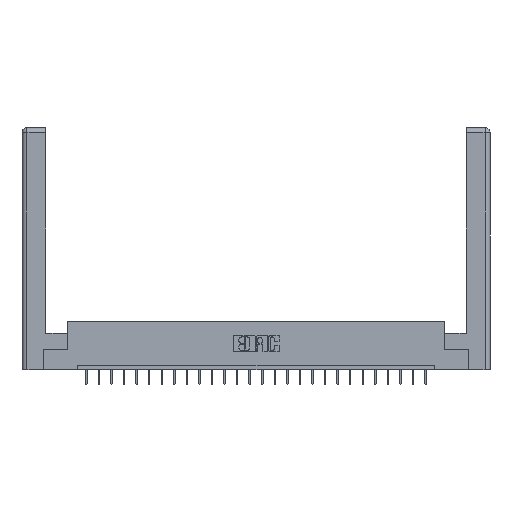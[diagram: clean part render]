
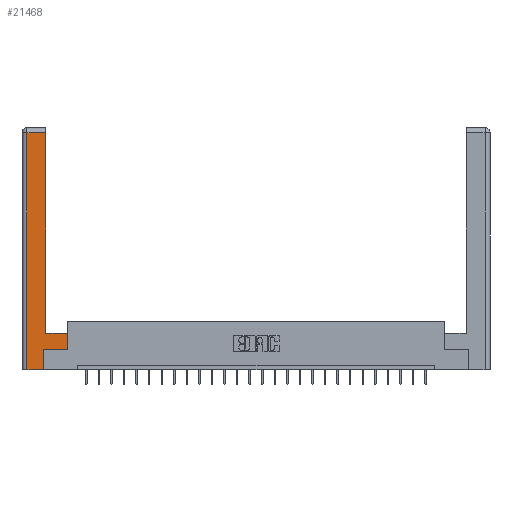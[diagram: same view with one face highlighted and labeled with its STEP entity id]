
A CAD part, top view. The second image highlights one B-rep face of the part: STEP entity #21468.
In plain terms, the highlighted planar face has unit normal (0, 0, 1).
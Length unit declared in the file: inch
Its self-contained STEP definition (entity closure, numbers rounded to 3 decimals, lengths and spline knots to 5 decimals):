
#215 = EDGE_CURVE ( 'NONE', #5841, #19841, #11015, .T. ) ;
#316 = VECTOR ( 'NONE', #6830, 39.37008 ) ;
#900 = DIRECTION ( 'NONE',  ( 0., -1., 0. ) ) ;
#931 = VERTEX_POINT ( 'NONE', #3579 ) ;
#948 = ORIENTED_EDGE ( 'NONE', *, *, #24858, .T. ) ;
#2252 = EDGE_CURVE ( 'NONE', #931, #18607, #8072, .T. ) ;
#2272 = LINE ( 'NONE', #4854, #11450 ) ;
#2294 = VECTOR ( 'NONE', #5996, 39.37008 ) ;
#2941 = LINE ( 'NONE', #16185, #23173 ) ;
#3368 = ORIENTED_EDGE ( 'NONE', *, *, #12797, .T. ) ;
#3579 = CARTESIAN_POINT ( 'NONE',  ( 0.565, 0.45, 0. ) ) ;
#4454 = DIRECTION ( 'NONE',  ( 0., 1., 0. ) ) ;
#4854 = CARTESIAN_POINT ( 'NONE',  ( 0.265, 0., 0. ) ) ;
#4885 = LINE ( 'NONE', #20410, #316 ) ;
#5537 = CARTESIAN_POINT ( 'NONE',  ( 0.265, 0.245, 0. ) ) ;
#5571 = VERTEX_POINT ( 'NONE', #17092 ) ;
#5617 = VECTOR ( 'NONE', #15903, 39.37008 ) ;
#5841 = VERTEX_POINT ( 'NONE', #5537 ) ;
#5996 = DIRECTION ( 'NONE',  ( -1., 0., 0. ) ) ;
#6149 = EDGE_CURVE ( 'NONE', #19841, #931, #24266, .T. ) ;
#6830 = DIRECTION ( 'NONE',  ( 0., 1., 0. ) ) ;
#8072 = LINE ( 'NONE', #16070, #5617 ) ;
#9839 = ORIENTED_EDGE ( 'NONE', *, *, #215, .T. ) ;
#10518 = VECTOR ( 'NONE', #16861, 39.37008 ) ;
#11015 = LINE ( 'NONE', #17277, #13156 ) ;
#11080 = DIRECTION ( 'NONE',  ( 0., 0., -1. ) ) ;
#11410 = FACE_OUTER_BOUND ( 'NONE', #15267, .T. ) ;
#11450 = VECTOR ( 'NONE', #12904, 39.37008 ) ;
#12705 = ORIENTED_EDGE ( 'NONE', *, *, #20166, .T. ) ;
#12797 = EDGE_CURVE ( 'NONE', #15283, #5841, #4885, .T. ) ;
#12904 = DIRECTION ( 'NONE',  ( 1., 0., 0. ) ) ;
#13156 = VECTOR ( 'NONE', #19081, 39.37008 ) ;
#13263 = CARTESIAN_POINT ( 'NONE',  ( 0.0615, 2.94, 0. ) ) ;
#13912 = LINE ( 'NONE', #13263, #2294 ) ;
#14813 = CARTESIAN_POINT ( 'NONE',  ( 0.565, 0.45, 0. ) ) ;
#14890 = ORIENTED_EDGE ( 'NONE', *, *, #2252, .T. ) ;
#15014 = DIRECTION ( 'NONE',  ( -1., 0., 0. ) ) ;
#15142 = CARTESIAN_POINT ( 'NONE',  ( 0.295, 0.45, 0. ) ) ;
#15267 = EDGE_LOOP ( 'NONE', ( #948, #12705, #24387, #18085, #3368, #9839, #20946, #14890 ) ) ;
#15283 = VERTEX_POINT ( 'NONE', #18834 ) ;
#15508 = AXIS2_PLACEMENT_3D ( 'NONE', #22812, #11080, #15014 ) ;
#15758 = CARTESIAN_POINT ( 'NONE',  ( 0.0615, 0., 0. ) ) ;
#15903 = DIRECTION ( 'NONE',  ( -1., 0., 0. ) ) ;
#16002 = VERTEX_POINT ( 'NONE', #25135 ) ;
#16070 = CARTESIAN_POINT ( 'NONE',  ( 0.295, 0.45, 0. ) ) ;
#16185 = CARTESIAN_POINT ( 'NONE',  ( 0.295, 3., 0. ) ) ;
#16861 = DIRECTION ( 'NONE',  ( 0., 1., 0. ) ) ;
#17092 = CARTESIAN_POINT ( 'NONE',  ( 0.295, 2.94, 0. ) ) ;
#17277 = CARTESIAN_POINT ( 'NONE',  ( 0.565, 0.245, 0. ) ) ;
#17954 = CARTESIAN_POINT ( 'NONE',  ( 0.565, 0.245, 0. ) ) ;
#18085 = ORIENTED_EDGE ( 'NONE', *, *, #20555, .T. ) ;
#18607 = VERTEX_POINT ( 'NONE', #15142 ) ;
#18834 = CARTESIAN_POINT ( 'NONE',  ( 0.265, 0., 0. ) ) ;
#19081 = DIRECTION ( 'NONE',  ( 1., 0., 0. ) ) ;
#19407 = EDGE_CURVE ( 'NONE', #16002, #21697, #24680, .T. ) ;
#19841 = VERTEX_POINT ( 'NONE', #17954 ) ;
#20166 = EDGE_CURVE ( 'NONE', #5571, #16002, #13912, .T. ) ;
#20378 = VECTOR ( 'NONE', #900, 39.37008 ) ;
#20410 = CARTESIAN_POINT ( 'NONE',  ( 0.265, 0.245, 0. ) ) ;
#20555 = EDGE_CURVE ( 'NONE', #21697, #15283, #2272, .T. ) ;
#20820 = PLANE ( 'NONE',  #15508 ) ;
#20946 = ORIENTED_EDGE ( 'NONE', *, *, #6149, .T. ) ;
#21468 = ADVANCED_FACE ( 'NONE', ( #11410 ), #20820, .F. ) ;
#21697 = VERTEX_POINT ( 'NONE', #15758 ) ;
#22455 = CARTESIAN_POINT ( 'NONE',  ( 0.0615, 0., 0. ) ) ;
#22812 = CARTESIAN_POINT ( 'NONE',  ( 0., 0., 0. ) ) ;
#23173 = VECTOR ( 'NONE', #4454, 39.37008 ) ;
#24266 = LINE ( 'NONE', #14813, #10518 ) ;
#24387 = ORIENTED_EDGE ( 'NONE', *, *, #19407, .T. ) ;
#24680 = LINE ( 'NONE', #22455, #20378 ) ;
#24858 = EDGE_CURVE ( 'NONE', #18607, #5571, #2941, .T. ) ;
#25135 = CARTESIAN_POINT ( 'NONE',  ( 0.0615, 2.94, 0. ) ) ;
